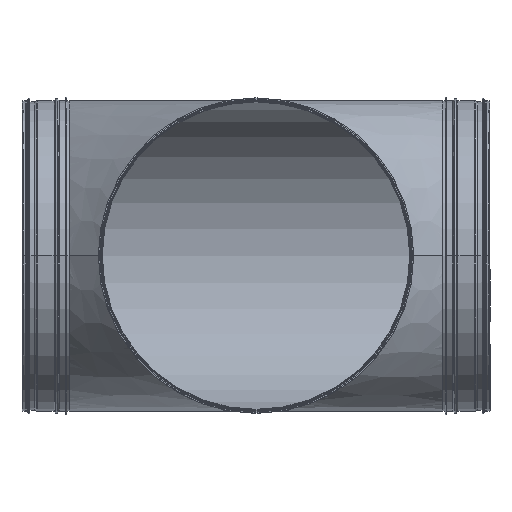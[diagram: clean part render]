
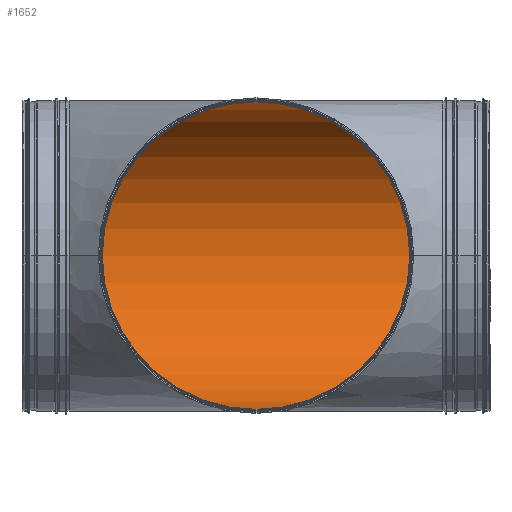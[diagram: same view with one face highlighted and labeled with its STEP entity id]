
A CAD part, top view. The second image highlights one B-rep face of the part: STEP entity #1652.
In plain terms, the highlighted cylindrical face has radius 313.875 mm (diameter 627.75 mm), a partial arc.
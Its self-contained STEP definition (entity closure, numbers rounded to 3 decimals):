
#1585=CARTESIAN_POINT('',(-313.875,0.548,0.0));
#1586=VERTEX_POINT('',#1585);
#1603=CARTESIAN_POINT('',(-313.875,0.548,757.0));
#1604=VERTEX_POINT('',#1603);
#1611=CARTESIAN_POINT('',(-313.875,0.548,0.0));
#1612=DIRECTION('',(0.0,0.0,1.0));
#1613=VECTOR('',#1612,757.0);
#1614=LINE('',#1611,#1613);
#1615=EDGE_CURVE('',#1586,#1604,#1614,.T.);
#1620=CARTESIAN_POINT('',(0.0,0.0,0.0));
#1621=DIRECTION('',(0.0,0.0,1.0));
#1622=DIRECTION('',(1.,-0.002,0.0));
#1623=AXIS2_PLACEMENT_3D('',#1620,#1621,#1622);
#1624=CYLINDRICAL_SURFACE('',#1623,313.875);
#1625=CARTESIAN_POINT('',(313.875,0.549,0.0));
#1626=VERTEX_POINT('',#1625);
#1627=CARTESIAN_POINT('',(0.0,0.0,0.0));
#1628=DIRECTION('',(0.0,0.0,-1.0));
#1629=DIRECTION('',(1.,-0.002,0.0));
#1630=AXIS2_PLACEMENT_3D('',#1627,#1628,#1629);
#1631=CIRCLE('',#1630,313.875);
#1632=EDGE_CURVE('',#1626,#1586,#1631,.T.);
#1633=ORIENTED_EDGE('',*,*,#1632,.T.);
#1634=ORIENTED_EDGE('',*,*,#1615,.T.);
#1635=CARTESIAN_POINT('',(313.875,0.549,757.0));
#1636=VERTEX_POINT('',#1635);
#1637=CARTESIAN_POINT('',(0.0,0.0,757.0));
#1638=DIRECTION('',(0.0,0.0,-1.0));
#1639=DIRECTION('',(1.,-0.002,0.0));
#1640=AXIS2_PLACEMENT_3D('',#1637,#1638,#1639);
#1641=CIRCLE('',#1640,313.875);
#1642=EDGE_CURVE('',#1636,#1604,#1641,.T.);
#1643=ORIENTED_EDGE('',*,*,#1642,.F.);
#1644=CARTESIAN_POINT('',(313.875,0.549,0.0));
#1645=DIRECTION('',(0.0,0.0,1.0));
#1646=VECTOR('',#1645,757.0);
#1647=LINE('',#1644,#1646);
#1648=EDGE_CURVE('',#1626,#1636,#1647,.T.);
#1649=ORIENTED_EDGE('',*,*,#1648,.F.);
#1650=EDGE_LOOP('',(#1633,#1634,#1643,#1649));
#1651=FACE_OUTER_BOUND('',#1650,.T.);
#1652=ADVANCED_FACE('',(#1651),#1624,.F.);
